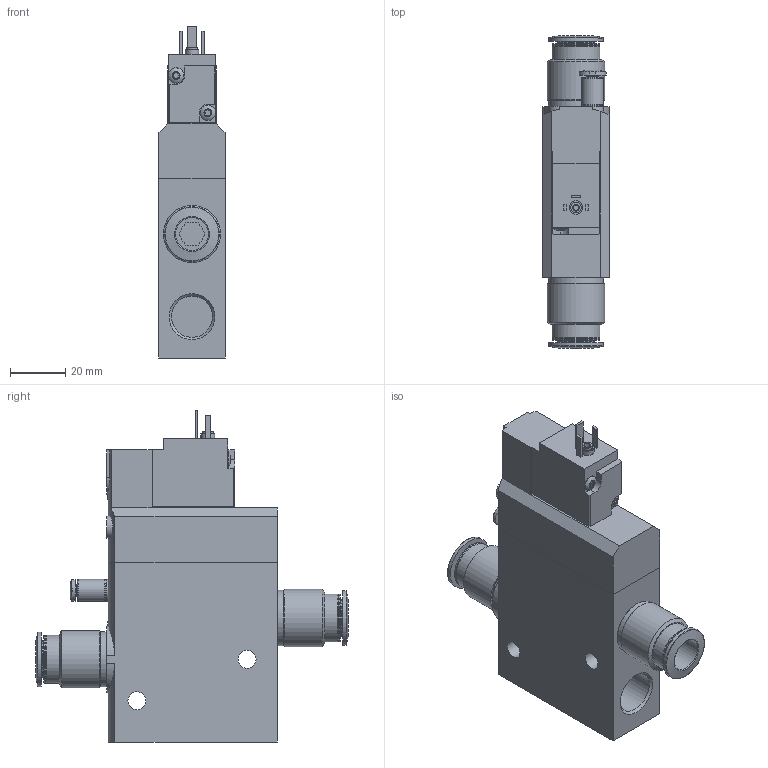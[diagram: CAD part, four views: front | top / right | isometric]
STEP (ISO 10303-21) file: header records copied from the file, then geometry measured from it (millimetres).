
FILE_DESCRIPTION(/* description */ ('STEP AP214'),/* implementation_level */ '2;1');
FILE_NAME(/* name */ '163829_CPE24-M2H-3GLS-QS-12',/* time_stamp */ '2024-08-06T21:31:28+02:00',/* author */ ('License CC BY-ND 4.0'),/* organization */ ('CADENAS'),/* preprocessor_version */ 'ST-DEVELOPER v19.3',/* originating_system */ 'PARTsolutions',/* authorisation */ ' ');
FILE_SCHEMA (('AUTOMOTIVE_DESIGN {1 0 10303 214 3 1 1}'));
Length unit declared in the file: millimetre
Products named in the file (5): 163829 CPE24-M2H-3GLS-QS-12; CPE24-...-3/2; 186114 QS-G3/8-12-I; CPE24-KMEB_M2H; 153313 QSM-M5-3-I
Assembly tree (5 placements, depth 2):
  163829 CPE24-M2H-3GLS-QS-12
    CPE24-...-3/2
    186114 QS-G3/8-12-I  x2
    CPE24-KMEB_M2H
    153313 QSM-M5-3-I
Bounding box: 24 x 113.4 x 120.5 mm (x, y, z)
Volume: 143287.2 mm3; surface area: 35813.3 mm2
Topology: 5 solids, 5 shells, 263 faces, 602 edges, 383 vertices
Faces by surface type: plane 123, cylinder 90, cone 38, torus 12
Full cylindrical faces by diameter (mm): 2 x1, 2.013 x1, 2.5 x1, 3 x1, 3.8 x1, 4.134 x2, 4.4 x1, 5 x2, 5.6 x3, 6.5 x2, 7.8 x3, 8 x3, 12 x2, 13.4 x2, 14.95 x3, 16.662 x2, 17.4 x4, 19.4 x4, 19.8 x2, 20 x2, 20.8 x2
Entity records: 6536 total; most frequent: CARTESIAN_POINT 1204, DIRECTION 966, ORIENTED_EDGE 864, EDGE_CURVE 432, AXIS2_PLACEMENT_3D 375, VERTEX_POINT 311, EDGE_LOOP 311, FACE_BOUND 311
